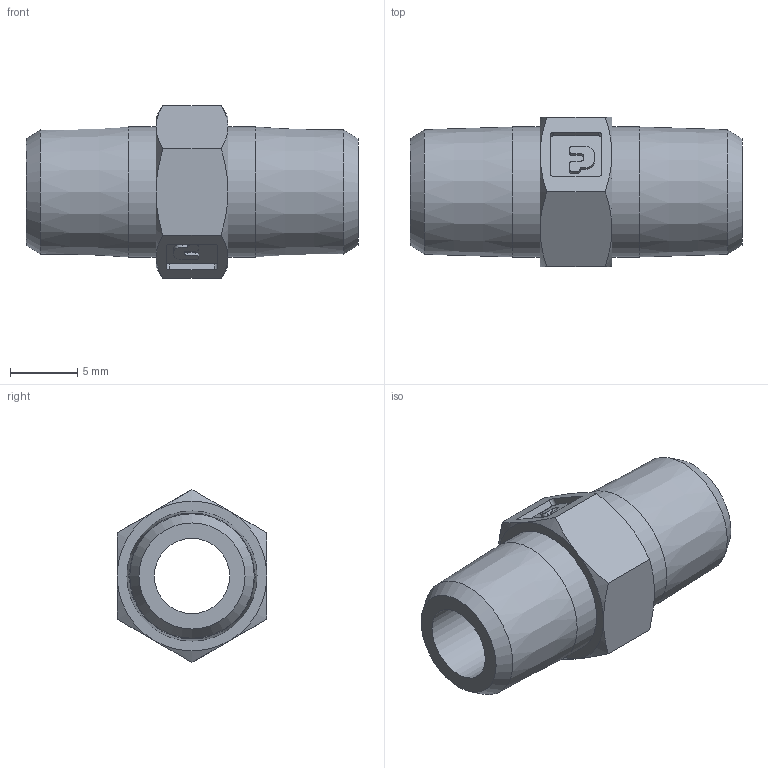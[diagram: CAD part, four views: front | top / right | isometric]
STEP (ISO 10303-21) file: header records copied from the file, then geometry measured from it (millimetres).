
FILE_DESCRIPTION(/* description */ ('Hex Nipple'),/* implementation_level */ '2;1');
FILE_NAME(/* name */ 'Pneumatics_Nipple_216P-2.ipt.step',/* time_stamp */ '2015-01-02T19:27:39-08:00',/* author */ ('Autodesk Inc.'),/* organization */ ('Autodesk Inc.'),/* preprocessor_version */ 'ST-DEVELOPER v15.6',/* originating_system */ 'Autodesk Inventor 2015',/* authorisation */ '');
FILE_SCHEMA (('AUTOMOTIVE_DESIGN { 1 0 10303 214 3 1 1 }'));
Length unit declared in the file: inch
Products named in the file (1): Pneumatics_Nipple_216P-2
Bounding box: 24.64 x 11.11 x 12.83 mm (x, y, z)
Volume: 1286.9 mm3; surface area: 1339 mm2
Topology: 1 solids, 1 shells, 88 faces, 226 edges, 146 vertices
Faces by surface type: plane 42, cylinder 29, cone 17
Full cylindrical faces by diameter (mm): 5.588 x1, 9.652 x2
Entity records: 2612 total; most frequent: CARTESIAN_POINT 495, DIRECTION 444, ORIENTED_EDGE 430, EDGE_CURVE 215, AXIS2_PLACEMENT_3D 164, VERTEX_POINT 143, LINE 116, VECTOR 116
